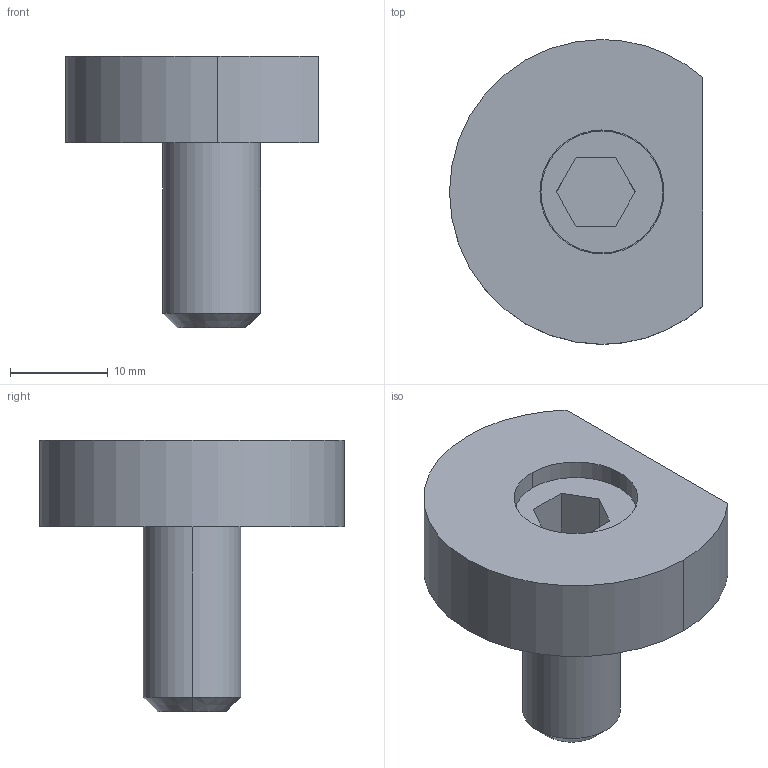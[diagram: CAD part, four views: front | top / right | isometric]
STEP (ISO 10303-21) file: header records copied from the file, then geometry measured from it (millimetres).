
FILE_DESCRIPTION (( 'STEP AP203' ), '1' );
FILE_NAME ('mbfcs10.STEP', '2021-10-26T02:38:32', ( '' ), ( '' ), 'SwSTEP 2.0', 'SolidWorks 2020', '' );
FILE_SCHEMA (( 'CONFIG_CONTROL_DESIGN' ));
Length unit declared in the file: millimetre
Products named in the file (3): mbfcs10; mbfcs10_02; mbfcs10_01
Assembly tree (2 placements, depth 2):
  mbfcs10
    mbfcs10_01
    mbfcs10_02
Bounding box: 25.93 x 31.24 x 27.87 mm (x, y, z)
Volume: 7001.9 mm3; surface area: 3538.8 mm2
Topology: 2 solids, 2 shells, 27 faces, 58 edges, 38 vertices
Faces by surface type: plane 14, cylinder 11, cone 2
Entity records: 1049 total; most frequent: DIRECTION 146, CARTESIAN_POINT 128, ORIENTED_EDGE 116, EDGE_CURVE 58, AXIS2_PLACEMENT_3D 56, VERTEX_POINT 38, VECTOR 34, LINE 34
